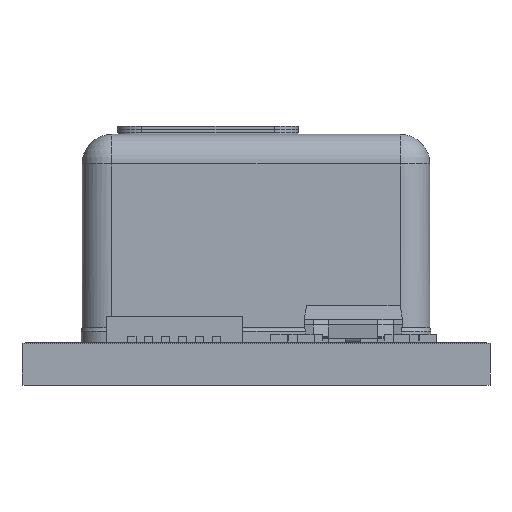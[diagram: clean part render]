
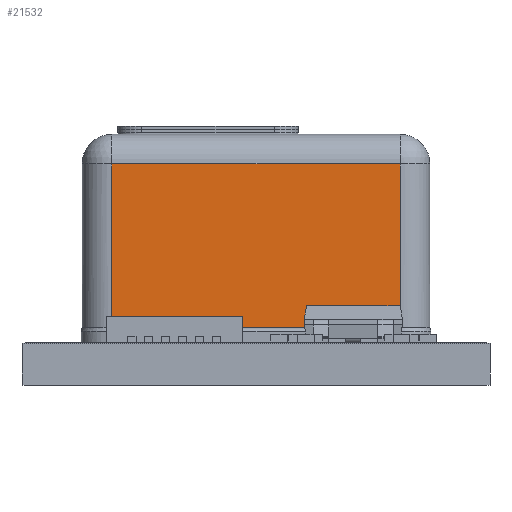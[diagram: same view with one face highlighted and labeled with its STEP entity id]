
A CAD part, front view. The second image highlights one B-rep face of the part: STEP entity #21532.
In plain terms, the highlighted planar face has unit normal (0, -1, 0).
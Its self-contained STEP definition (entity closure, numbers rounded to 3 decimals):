
#1825=FACE_OUTER_BOUND('',#3172,.T.);
#3172=EDGE_LOOP('',(#18732,#18733,#18734,#18735));
#5802=LINE('',#35079,#8487);
#5804=LINE('',#35096,#8489);
#5805=LINE('',#35097,#8490);
#5806=LINE('',#35098,#8491);
#8487=VECTOR('',#28057,1000.);
#8489=VECTOR('',#28063,1000.);
#8490=VECTOR('',#28064,1000.);
#8491=VECTOR('',#28065,1000.);
#10419=VERTEX_POINT('',#35077);
#10420=VERTEX_POINT('',#35078);
#10423=VERTEX_POINT('',#35094);
#10424=VERTEX_POINT('',#35095);
#13218=EDGE_CURVE('',#10419,#10420,#5802,.T.);
#13222=EDGE_CURVE('',#10423,#10424,#5804,.T.);
#13223=EDGE_CURVE('',#10423,#10419,#5805,.T.);
#13224=EDGE_CURVE('',#10420,#10424,#5806,.T.);
#18732=ORIENTED_EDGE('',*,*,#13222,.F.);
#18733=ORIENTED_EDGE('',*,*,#13223,.T.);
#18734=ORIENTED_EDGE('',*,*,#13218,.T.);
#18735=ORIENTED_EDGE('',*,*,#13224,.T.);
#20345=PLANE('',#22989);
#21532=ADVANCED_FACE('',(#1825),#20345,.F.);
#22989=AXIS2_PLACEMENT_3D('',#35093,#28061,#28062);
#28057=DIRECTION('',(0.,0.,-1.));
#28061=DIRECTION('center_axis',(0.,1.,0.));
#28062=DIRECTION('ref_axis',(-1.,0.,0.));
#28063=DIRECTION('',(0.,0.,-1.));
#28064=DIRECTION('',(-1.,0.,0.));
#28065=DIRECTION('',(1.,0.,0.));
#35077=CARTESIAN_POINT('',(-4.25,0.125,6.543));
#35078=CARTESIAN_POINT('',(-4.25,0.125,1.71));
#35079=CARTESIAN_POINT('',(-4.25,0.125,7.418));
#35093=CARTESIAN_POINT('Origin',(-4.25,0.125,7.418));
#35094=CARTESIAN_POINT('',(4.25,0.125,6.543));
#35095=CARTESIAN_POINT('',(4.25,0.125,1.71));
#35096=CARTESIAN_POINT('',(4.25,0.125,7.418));
#35097=CARTESIAN_POINT('',(-4.25,0.125,6.543));
#35098=CARTESIAN_POINT('',(-4.25,0.125,1.71));
